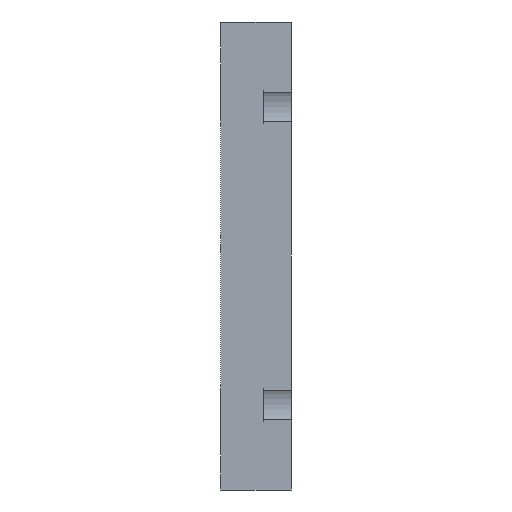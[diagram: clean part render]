
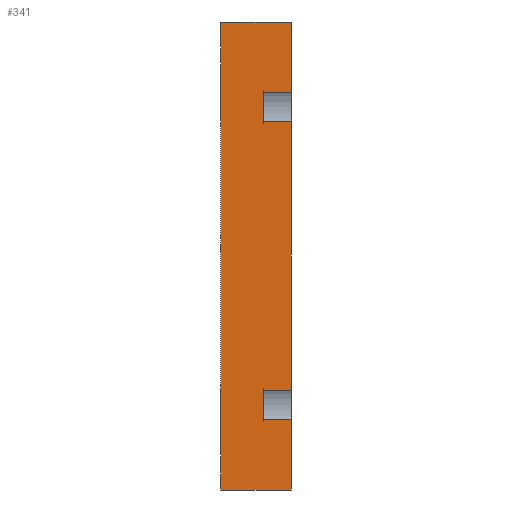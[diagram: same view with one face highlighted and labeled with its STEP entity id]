
A CAD part, left-side view. The second image highlights one B-rep face of the part: STEP entity #341.
In plain terms, the highlighted planar face has unit normal (-1, 0, 0).
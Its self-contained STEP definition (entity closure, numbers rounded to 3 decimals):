
#13 = VECTOR ( 'NONE', #731, 1000. ) ;
#40 = VERTEX_POINT ( 'NONE', #1059 ) ;
#73 = DIRECTION ( 'NONE',  ( 1., 0., 0. ) ) ;
#86 = EDGE_CURVE ( 'NONE', #832, #1709, #1265, .T. ) ;
#90 = LINE ( 'NONE', #1375, #254 ) ;
#103 = CARTESIAN_POINT ( 'NONE',  ( -33., 0., 18.938 ) ) ;
#107 = VERTEX_POINT ( 'NONE', #722 ) ;
#110 = ORIENTED_EDGE ( 'NONE', *, *, #1589, .T. ) ;
#124 = CARTESIAN_POINT ( 'NONE',  ( -33., 4., 33. ) ) ;
#135 = LINE ( 'NONE', #1244, #624 ) ;
#142 = VECTOR ( 'NONE', #1569, 1000. ) ;
#154 = VECTOR ( 'NONE', #1208, 1000. ) ;
#188 = DIRECTION ( 'NONE',  ( 0., -1., 0. ) ) ;
#189 = CARTESIAN_POINT ( 'NONE',  ( -33., 10., 33. ) ) ;
#206 = VERTEX_POINT ( 'NONE', #1425 ) ;
#208 = PLANE ( 'NONE',  #1500 ) ;
#213 = DIRECTION ( 'NONE',  ( 0., 1., 0. ) ) ;
#232 = VERTEX_POINT ( 'NONE', #646 ) ;
#247 = ORIENTED_EDGE ( 'NONE', *, *, #86, .T. ) ;
#252 = VERTEX_POINT ( 'NONE', #520 ) ;
#254 = VECTOR ( 'NONE', #454, 1000. ) ;
#263 = EDGE_CURVE ( 'NONE', #719, #206, #744, .T. ) ;
#281 = VECTOR ( 'NONE', #463, 1000. ) ;
#290 = CARTESIAN_POINT ( 'NONE',  ( -33., 0., -33. ) ) ;
#298 = CARTESIAN_POINT ( 'NONE',  ( -33., 4., -23.062 ) ) ;
#317 = LINE ( 'NONE', #1389, #13 ) ;
#331 = VECTOR ( 'NONE', #1357, 1000. ) ;
#341 = ADVANCED_FACE ( 'NONE', ( #1201 ), #208, .F. ) ;
#371 = ORIENTED_EDGE ( 'NONE', *, *, #1645, .F. ) ;
#387 = CARTESIAN_POINT ( 'NONE',  ( -33., 0., 33. ) ) ;
#391 = VERTEX_POINT ( 'NONE', #189 ) ;
#399 = LINE ( 'NONE', #1381, #331 ) ;
#408 = ORIENTED_EDGE ( 'NONE', *, *, #509, .T. ) ;
#420 = VECTOR ( 'NONE', #842, 1000. ) ;
#423 = VECTOR ( 'NONE', #1115, 1000. ) ;
#428 = EDGE_CURVE ( 'NONE', #798, #107, #317, .T. ) ;
#441 = ORIENTED_EDGE ( 'NONE', *, *, #1684, .T. ) ;
#449 = DIRECTION ( 'NONE',  ( 0., 0., -1. ) ) ;
#454 = DIRECTION ( 'NONE',  ( 0., 0., 1. ) ) ;
#463 = DIRECTION ( 'NONE',  ( 0., 0., 1. ) ) ;
#470 = EDGE_LOOP ( 'NONE', ( #1534, #526, #247, #408, #591, #1222, #1391, #371, #995, #110, #875, #441 ) ) ;
#509 = EDGE_CURVE ( 'NONE', #1709, #232, #1380, .T. ) ;
#520 = CARTESIAN_POINT ( 'NONE',  ( -33., 10., -33. ) ) ;
#526 = ORIENTED_EDGE ( 'NONE', *, *, #1026, .T. ) ;
#555 = EDGE_CURVE ( 'NONE', #232, #798, #1700, .T. ) ;
#591 = ORIENTED_EDGE ( 'NONE', *, *, #555, .T. ) ;
#601 = VECTOR ( 'NONE', #213, 1000. ) ;
#624 = VECTOR ( 'NONE', #188, 1000. ) ;
#646 = CARTESIAN_POINT ( 'NONE',  ( -33., 4., 18.938 ) ) ;
#664 = VECTOR ( 'NONE', #737, 1000. ) ;
#717 = EDGE_CURVE ( 'NONE', #252, #391, #1133, .T. ) ;
#719 = VERTEX_POINT ( 'NONE', #298 ) ;
#722 = CARTESIAN_POINT ( 'NONE',  ( -33., 0., 23.062 ) ) ;
#731 = DIRECTION ( 'NONE',  ( 0., -1., 0. ) ) ;
#737 = DIRECTION ( 'NONE',  ( 0., 1., 0. ) ) ;
#744 = LINE ( 'NONE', #124, #142 ) ;
#798 = VERTEX_POINT ( 'NONE', #1479 ) ;
#832 = VERTEX_POINT ( 'NONE', #976 ) ;
#842 = DIRECTION ( 'NONE',  ( 0., -1., 0. ) ) ;
#866 = LINE ( 'NONE', #387, #154 ) ;
#875 = ORIENTED_EDGE ( 'NONE', *, *, #980, .T. ) ;
#901 = DIRECTION ( 'NONE',  ( 0., 0., 1. ) ) ;
#971 = CARTESIAN_POINT ( 'NONE',  ( -33., 10., 33. ) ) ;
#976 = CARTESIAN_POINT ( 'NONE',  ( -33., 0., -18.938 ) ) ;
#980 = EDGE_CURVE ( 'NONE', #1082, #1174, #866, .T. ) ;
#995 = ORIENTED_EDGE ( 'NONE', *, *, #717, .F. ) ;
#1026 = EDGE_CURVE ( 'NONE', #206, #832, #1524, .T. ) ;
#1059 = CARTESIAN_POINT ( 'NONE',  ( -33., 0., 33. ) ) ;
#1082 = VERTEX_POINT ( 'NONE', #290 ) ;
#1100 = CARTESIAN_POINT ( 'NONE',  ( -33., 0., 18.938 ) ) ;
#1115 = DIRECTION ( 'NONE',  ( 0., 0., 1. ) ) ;
#1133 = LINE ( 'NONE', #971, #423 ) ;
#1174 = VERTEX_POINT ( 'NONE', #1563 ) ;
#1201 = FACE_OUTER_BOUND ( 'NONE', #470, .T. ) ;
#1208 = DIRECTION ( 'NONE',  ( 0., 0., 1. ) ) ;
#1222 = ORIENTED_EDGE ( 'NONE', *, *, #428, .T. ) ;
#1244 = CARTESIAN_POINT ( 'NONE',  ( -33., 10., -33. ) ) ;
#1265 = LINE ( 'NONE', #1461, #281 ) ;
#1289 = CARTESIAN_POINT ( 'NONE',  ( -33., 4., 33. ) ) ;
#1357 = DIRECTION ( 'NONE',  ( 0., -1., 0. ) ) ;
#1375 = CARTESIAN_POINT ( 'NONE',  ( -33., 0., 33. ) ) ;
#1376 = LINE ( 'NONE', #1388, #664 ) ;
#1380 = LINE ( 'NONE', #103, #601 ) ;
#1381 = CARTESIAN_POINT ( 'NONE',  ( -33., 10., 33. ) ) ;
#1388 = CARTESIAN_POINT ( 'NONE',  ( -33., 0., -23.062 ) ) ;
#1389 = CARTESIAN_POINT ( 'NONE',  ( -33., 0., 23.062 ) ) ;
#1391 = ORIENTED_EDGE ( 'NONE', *, *, #1664, .T. ) ;
#1425 = CARTESIAN_POINT ( 'NONE',  ( -33., 4., -18.938 ) ) ;
#1461 = CARTESIAN_POINT ( 'NONE',  ( -33., 0., 33. ) ) ;
#1479 = CARTESIAN_POINT ( 'NONE',  ( -33., 4., 23.062 ) ) ;
#1492 = CARTESIAN_POINT ( 'NONE',  ( -33., 0., -18.938 ) ) ;
#1500 = AXIS2_PLACEMENT_3D ( 'NONE', #1659, #73, #449 ) ;
#1524 = LINE ( 'NONE', #1492, #420 ) ;
#1534 = ORIENTED_EDGE ( 'NONE', *, *, #263, .T. ) ;
#1563 = CARTESIAN_POINT ( 'NONE',  ( -33., 0., -23.062 ) ) ;
#1569 = DIRECTION ( 'NONE',  ( 0., 0., 1. ) ) ;
#1589 = EDGE_CURVE ( 'NONE', #252, #1082, #135, .T. ) ;
#1645 = EDGE_CURVE ( 'NONE', #391, #40, #399, .T. ) ;
#1659 = CARTESIAN_POINT ( 'NONE',  ( -33., 10., 33. ) ) ;
#1664 = EDGE_CURVE ( 'NONE', #107, #40, #90, .T. ) ;
#1684 = EDGE_CURVE ( 'NONE', #1174, #719, #1376, .T. ) ;
#1700 = LINE ( 'NONE', #1289, #1717 ) ;
#1709 = VERTEX_POINT ( 'NONE', #1100 ) ;
#1717 = VECTOR ( 'NONE', #901, 1000. ) ;
